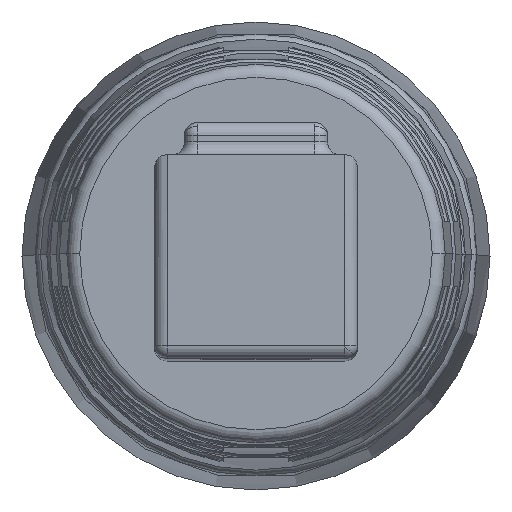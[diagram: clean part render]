
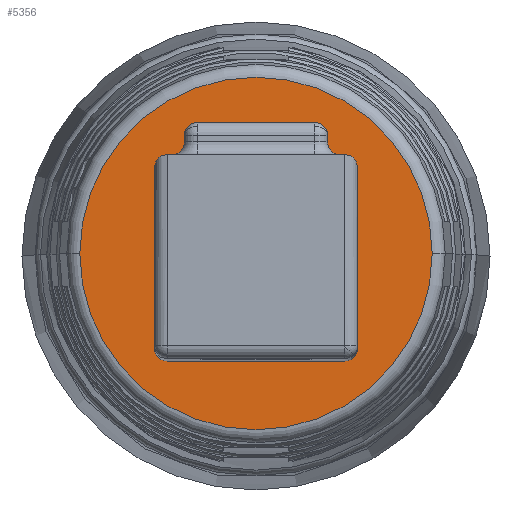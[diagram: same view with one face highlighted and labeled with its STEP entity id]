
A CAD part, top view. The second image highlights one B-rep face of the part: STEP entity #5356.
In plain terms, the highlighted planar face has unit normal (0, 0, 1).
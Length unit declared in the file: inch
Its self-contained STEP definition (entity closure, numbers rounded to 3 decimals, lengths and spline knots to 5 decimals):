
#65 = ORIENTED_EDGE ( 'NONE', *, *, #3559, .T. ) ;
#278 = AXIS2_PLACEMENT_3D ( 'NONE', #4913, #1800, #5447 ) ;
#344 = DIRECTION ( 'NONE',  ( 0., 0., -1. ) ) ;
#367 = EDGE_CURVE ( 'NONE', #4592, #4921, #5346, .T. ) ;
#1800 = DIRECTION ( 'NONE',  ( 0., 0., -1. ) ) ;
#1802 = EDGE_LOOP ( 'NONE', ( #65, #3068 ) ) ;
#2380 = CIRCLE ( 'NONE', #278, 0.1354 ) ;
#2541 = CIRCLE ( 'NONE', #5430, 0.1354 ) ;
#2680 = EDGE_LOOP ( 'NONE', ( #4327, #5608 ) ) ;
#2704 = PLANE ( 'NONE',  #5294 ) ;
#3068 = ORIENTED_EDGE ( 'NONE', *, *, #367, .T. ) ;
#3148 = CARTESIAN_POINT ( 'NONE',  ( 0.078, 0.091, -5.775 ) ) ;
#3185 = DIRECTION ( 'NONE',  ( 1., 0., 0. ) ) ;
#3559 = EDGE_CURVE ( 'NONE', #4921, #4592, #5073, .T. ) ;
#3598 = CARTESIAN_POINT ( 'NONE',  ( 0.078, 0.091, -5.775 ) ) ;
#3652 = DIRECTION ( 'NONE',  ( 1., 0., 0. ) ) ;
#3830 = FACE_OUTER_BOUND ( 'NONE', #2680, .T. ) ;
#4112 = DIRECTION ( 'NONE',  ( 1., 0., 0. ) ) ;
#4272 = CARTESIAN_POINT ( 'NONE',  ( 0.2134, 0.091, -5.775 ) ) ;
#4327 = ORIENTED_EDGE ( 'NONE', *, *, #6443, .F. ) ;
#4592 = VERTEX_POINT ( 'NONE', #5239 ) ;
#4657 = VERTEX_POINT ( 'NONE', #4272 ) ;
#4714 = EDGE_CURVE ( 'NONE', #6386, #4657, #2380, .T. ) ;
#4913 = CARTESIAN_POINT ( 'NONE',  ( 0.078, 0.091, -5.775 ) ) ;
#4921 = VERTEX_POINT ( 'NONE', #5101 ) ;
#5073 = CIRCLE ( 'NONE', #6497, 0.0575 ) ;
#5101 = CARTESIAN_POINT ( 'NONE',  ( 0.1355, 0.091, -5.775 ) ) ;
#5236 = FACE_BOUND ( 'NONE', #1802, .T. ) ;
#5239 = CARTESIAN_POINT ( 'NONE',  ( 0.0205, 0.091, -5.775 ) ) ;
#5294 = AXIS2_PLACEMENT_3D ( 'NONE', #6251, #6315, #3185 ) ;
#5346 = CIRCLE ( 'NONE', #6904, 0.0575 ) ;
#5356 = ADVANCED_FACE ( 'NONE', ( #5236, #3830 ), #2704, .T. ) ;
#5430 = AXIS2_PLACEMENT_3D ( 'NONE', #3148, #6791, #3652 ) ;
#5447 = DIRECTION ( 'NONE',  ( 1., 0., 0. ) ) ;
#5608 = ORIENTED_EDGE ( 'NONE', *, *, #4714, .F. ) ;
#5809 = CARTESIAN_POINT ( 'NONE',  ( 0.078, 0.091, -5.775 ) ) ;
#6205 = CARTESIAN_POINT ( 'NONE',  ( -0.0574, 0.091, -5.775 ) ) ;
#6251 = CARTESIAN_POINT ( 'NONE',  ( -0.06011, -0.04711, -5.775 ) ) ;
#6315 = DIRECTION ( 'NONE',  ( 0., 0., 1. ) ) ;
#6386 = VERTEX_POINT ( 'NONE', #6205 ) ;
#6443 = EDGE_CURVE ( 'NONE', #4657, #6386, #2541, .T. ) ;
#6497 = AXIS2_PLACEMENT_3D ( 'NONE', #3598, #344, #4112 ) ;
#6791 = DIRECTION ( 'NONE',  ( 0., 0., -1. ) ) ;
#6836 = DIRECTION ( 'NONE',  ( 0., 0., -1. ) ) ;
#6890 = DIRECTION ( 'NONE',  ( 1., 0., 0. ) ) ;
#6904 = AXIS2_PLACEMENT_3D ( 'NONE', #5809, #6836, #6890 ) ;
